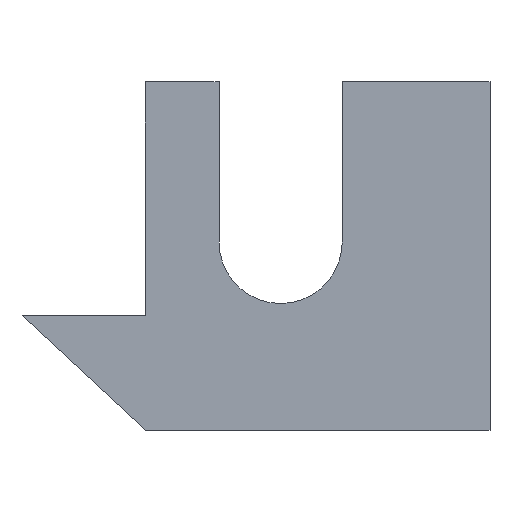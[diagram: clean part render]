
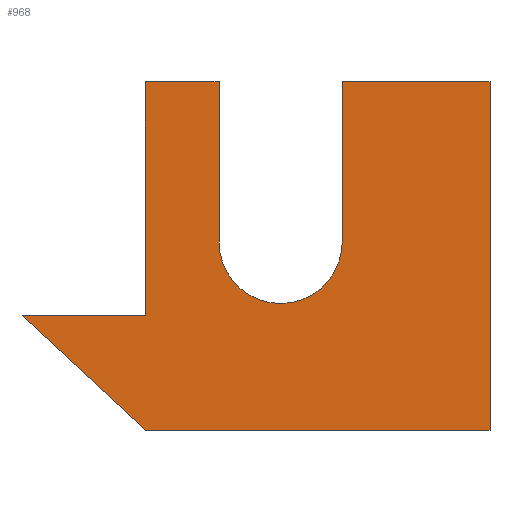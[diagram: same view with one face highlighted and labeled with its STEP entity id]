
A CAD part, front view. The second image highlights one B-rep face of the part: STEP entity #968.
In plain terms, the highlighted planar face has unit normal (0, -1, 0).
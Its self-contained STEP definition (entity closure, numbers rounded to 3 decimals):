
#7 = AXIS2_PLACEMENT_3D ( 'NONE', #409, #899, #1031 ) ;
#13 = ORIENTED_EDGE ( 'NONE', *, *, #129, .T. ) ;
#31 = VERTEX_POINT ( 'NONE', #466 ) ;
#50 = EDGE_CURVE ( 'NONE', #1458, #828, #1452, .T. ) ;
#52 = ORIENTED_EDGE ( 'NONE', *, *, #215, .F. ) ;
#117 = CARTESIAN_POINT ( 'NONE',  ( 28., 0., -28.276 ) ) ;
#124 = VERTEX_POINT ( 'NONE', #1318 ) ;
#129 = EDGE_CURVE ( 'NONE', #1166, #987, #205, .T. ) ;
#146 = VERTEX_POINT ( 'NONE', #253 ) ;
#193 = DIRECTION ( 'NONE',  ( 0., 0., 1. ) ) ;
#205 = LINE ( 'NONE', #695, #871 ) ;
#210 = AXIS2_PLACEMENT_3D ( 'NONE', #802, #929, #193 ) ;
#215 = EDGE_CURVE ( 'NONE', #146, #987, #1379, .T. ) ;
#229 = VECTOR ( 'NONE', #574, 1000. ) ;
#237 = CARTESIAN_POINT ( 'NONE',  ( -10., 0., -18.976 ) ) ;
#253 = CARTESIAN_POINT ( 'NONE',  ( 0., 0., 0. ) ) ;
#274 = DIRECTION ( 'NONE',  ( 0., 1., 0. ) ) ;
#275 = EDGE_CURVE ( 'NONE', #1603, #124, #386, .T. ) ;
#279 = ORIENTED_EDGE ( 'NONE', *, *, #581, .F. ) ;
#301 = CARTESIAN_POINT ( 'NONE',  ( 28., 0., 0. ) ) ;
#317 = CARTESIAN_POINT ( 'NONE',  ( 11., 0., -18. ) ) ;
#338 = ORIENTED_EDGE ( 'NONE', *, *, #1289, .F. ) ;
#386 = LINE ( 'NONE', #467, #1470 ) ;
#404 = EDGE_CURVE ( 'NONE', #1105, #1166, #1518, .T. ) ;
#409 = CARTESIAN_POINT ( 'NONE',  ( 11., 0., -13. ) ) ;
#425 = VERTEX_POINT ( 'NONE', #1003 ) ;
#456 = VECTOR ( 'NONE', #1466, 1000. ) ;
#466 = CARTESIAN_POINT ( 'NONE',  ( 16., 0., -13. ) ) ;
#467 = CARTESIAN_POINT ( 'NONE',  ( 40.467, 0., -28.276 ) ) ;
#555 = LINE ( 'NONE', #301, #229 ) ;
#558 = DIRECTION ( 'NONE',  ( 0., 0., -1. ) ) ;
#574 = DIRECTION ( 'NONE',  ( 0., 0., -1. ) ) ;
#581 = EDGE_CURVE ( 'NONE', #1017, #1603, #555, .T. ) ;
#600 = LINE ( 'NONE', #1097, #651 ) ;
#635 = CARTESIAN_POINT ( 'NONE',  ( 0., 0., 0. ) ) ;
#650 = CARTESIAN_POINT ( 'NONE',  ( 11., 0., -13. ) ) ;
#651 = VECTOR ( 'NONE', #1589, 1000. ) ;
#656 = DIRECTION ( 'NONE',  ( 0., 0., 1. ) ) ;
#686 = CARTESIAN_POINT ( 'NONE',  ( 0., 0., 0. ) ) ;
#695 = CARTESIAN_POINT ( 'NONE',  ( 6., 0., -13. ) ) ;
#742 = AXIS2_PLACEMENT_3D ( 'NONE', #650, #274, #656 ) ;
#762 = ORIENTED_EDGE ( 'NONE', *, *, #1419, .T. ) ;
#802 = CARTESIAN_POINT ( 'NONE',  ( 11., 0., -13. ) ) ;
#819 = DIRECTION ( 'NONE',  ( -1., 0., 0. ) ) ;
#822 = DIRECTION ( 'NONE',  ( 0., 0., 1. ) ) ;
#828 = VERTEX_POINT ( 'NONE', #237 ) ;
#834 = DIRECTION ( 'NONE',  ( 0., 0., 1. ) ) ;
#835 = DIRECTION ( 'NONE',  ( -1., 0., 0. ) ) ;
#871 = VECTOR ( 'NONE', #834, 1000. ) ;
#894 = FACE_OUTER_BOUND ( 'NONE', #1243, .T. ) ;
#899 = DIRECTION ( 'NONE',  ( 0., 1., 0. ) ) ;
#913 = CIRCLE ( 'NONE', #210, 5. ) ;
#929 = DIRECTION ( 'NONE',  ( 0., 1., 0. ) ) ;
#968 = ADVANCED_FACE ( 'NONE', ( #894 ), #1397, .F. ) ;
#987 = VERTEX_POINT ( 'NONE', #1406 ) ;
#999 = VECTOR ( 'NONE', #819, 1000. ) ;
#1003 = CARTESIAN_POINT ( 'NONE',  ( 16., 0., 0. ) ) ;
#1007 = VECTOR ( 'NONE', #1131, 1000. ) ;
#1010 = EDGE_CURVE ( 'NONE', #31, #1105, #913, .T. ) ;
#1017 = VERTEX_POINT ( 'NONE', #1539 ) ;
#1031 = DIRECTION ( 'NONE',  ( 0., 0., 1. ) ) ;
#1032 = VECTOR ( 'NONE', #558, 1000. ) ;
#1058 = VECTOR ( 'NONE', #822, 1000. ) ;
#1072 = CARTESIAN_POINT ( 'NONE',  ( -10., 0., -18.976 ) ) ;
#1092 = ORIENTED_EDGE ( 'NONE', *, *, #1238, .T. ) ;
#1097 = CARTESIAN_POINT ( 'NONE',  ( 0., 0., -28.276 ) ) ;
#1105 = VERTEX_POINT ( 'NONE', #317 ) ;
#1131 = DIRECTION ( 'NONE',  ( 1., 0., 0. ) ) ;
#1136 = ORIENTED_EDGE ( 'NONE', *, *, #404, .T. ) ;
#1166 = VERTEX_POINT ( 'NONE', #1307 ) ;
#1238 = EDGE_CURVE ( 'NONE', #146, #1458, #1542, .T. ) ;
#1243 = EDGE_LOOP ( 'NONE', ( #52, #1092, #1323, #762, #1557, #279, #338, #1467, #1316, #1136, #13 ) ) ;
#1289 = EDGE_CURVE ( 'NONE', #425, #1017, #1340, .T. ) ;
#1307 = CARTESIAN_POINT ( 'NONE',  ( 6., 0., -13. ) ) ;
#1316 = ORIENTED_EDGE ( 'NONE', *, *, #1010, .T. ) ;
#1318 = CARTESIAN_POINT ( 'NONE',  ( 0., 0., -28.276 ) ) ;
#1323 = ORIENTED_EDGE ( 'NONE', *, *, #50, .T. ) ;
#1340 = LINE ( 'NONE', #1365, #456 ) ;
#1365 = CARTESIAN_POINT ( 'NONE',  ( 16., 0., 0. ) ) ;
#1379 = LINE ( 'NONE', #635, #1007 ) ;
#1388 = EDGE_CURVE ( 'NONE', #31, #425, #1478, .T. ) ;
#1397 = PLANE ( 'NONE',  #7 ) ;
#1406 = CARTESIAN_POINT ( 'NONE',  ( 6., 0., 0. ) ) ;
#1419 = EDGE_CURVE ( 'NONE', #828, #124, #600, .T. ) ;
#1442 = CARTESIAN_POINT ( 'NONE',  ( 16., 0., -13. ) ) ;
#1452 = LINE ( 'NONE', #1072, #999 ) ;
#1458 = VERTEX_POINT ( 'NONE', #1505 ) ;
#1466 = DIRECTION ( 'NONE',  ( 1., 0., 0. ) ) ;
#1467 = ORIENTED_EDGE ( 'NONE', *, *, #1388, .F. ) ;
#1470 = VECTOR ( 'NONE', #835, 1000. ) ;
#1478 = LINE ( 'NONE', #1442, #1058 ) ;
#1505 = CARTESIAN_POINT ( 'NONE',  ( 0., 0., -18.976 ) ) ;
#1518 = CIRCLE ( 'NONE', #742, 5. ) ;
#1539 = CARTESIAN_POINT ( 'NONE',  ( 28., 0., 0. ) ) ;
#1542 = LINE ( 'NONE', #686, #1032 ) ;
#1557 = ORIENTED_EDGE ( 'NONE', *, *, #275, .F. ) ;
#1589 = DIRECTION ( 'NONE',  ( 0.732, 0., -0.681 ) ) ;
#1603 = VERTEX_POINT ( 'NONE', #117 ) ;
